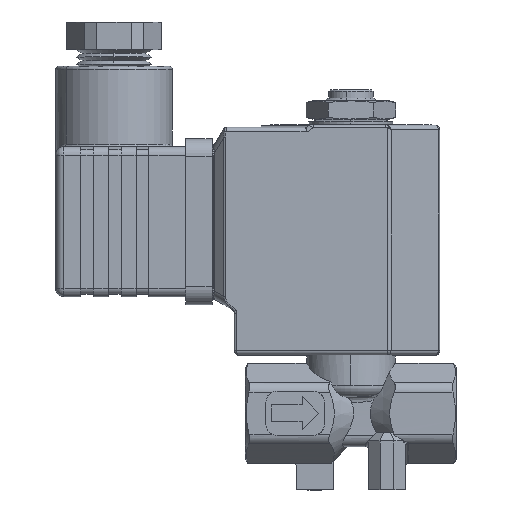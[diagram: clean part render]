
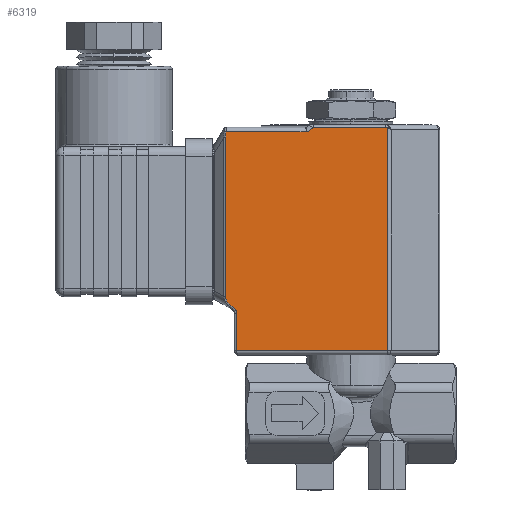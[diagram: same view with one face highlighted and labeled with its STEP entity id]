
A CAD part, top view. The second image highlights one B-rep face of the part: STEP entity #6319.
In plain terms, the highlighted planar face has unit normal (0, 0, 1).
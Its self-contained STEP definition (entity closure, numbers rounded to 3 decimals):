
#450=PLANE('',#13220);
#1390=FACE_OUTER_BOUND('',#2143,.F.);
#2143=EDGE_LOOP('',(#5235,#5236,#5237,#5238,#5239,#5240,#5241,#5242,#5243,
#5244,#5245));
#5235=ORIENTED_EDGE('',*,*,#10504,.F.);
#5236=ORIENTED_EDGE('',*,*,#10505,.F.);
#5237=ORIENTED_EDGE('',*,*,#10506,.F.);
#5238=ORIENTED_EDGE('',*,*,#10507,.F.);
#5239=ORIENTED_EDGE('',*,*,#10508,.F.);
#5240=ORIENTED_EDGE('',*,*,#10509,.F.);
#5241=ORIENTED_EDGE('',*,*,#10510,.F.);
#5242=ORIENTED_EDGE('',*,*,#10511,.F.);
#5243=ORIENTED_EDGE('',*,*,#10512,.F.);
#5244=ORIENTED_EDGE('',*,*,#10513,.F.);
#5245=ORIENTED_EDGE('',*,*,#10514,.F.);
#6319=ADVANCED_FACE('',(#1390),#450,.T.);
#7194=B_SPLINE_CURVE_WITH_KNOTS('',3,(#21182,#21183,#21184,#21185,#21186,
#21187,#21188),.UNSPECIFIED.,.F.,.F.,(4,1,1,1,4),(0.,0.292,0.5,
0.708,1.),.UNSPECIFIED.);
#7195=B_SPLINE_CURVE_WITH_KNOTS('',3,(#21189,#21190,#21191,#21192,#21193,
#21194,#21195,#21196,#21197,#21198,#21199),.UNSPECIFIED.,.F.,.F.,(4,1,1,
1,1,1,1,1,4),(0.,0.143,0.246,0.371,0.496,
0.622,0.747,0.853,1.),.UNSPECIFIED.);
#7196=B_SPLINE_CURVE_WITH_KNOTS('',3,(#21201,#21202,#21203,#21204,#21205,
#21206),.UNSPECIFIED.,.F.,.F.,(4,1,1,4),(0.,0.398,0.62,
1.),.UNSPECIFIED.);
#7197=B_SPLINE_CURVE_WITH_KNOTS('',3,(#21210,#21211,#21212,#21213,#21214,
#21215),.UNSPECIFIED.,.F.,.F.,(4,1,1,4),(0.,0.364,0.589,
1.),.UNSPECIFIED.);
#8029=LINE('',#21180,#8998);
#8030=LINE('',#21181,#8999);
#8031=LINE('',#21200,#9000);
#8032=LINE('',#21207,#9001);
#8033=LINE('',#21208,#9002);
#8034=LINE('',#21209,#9003);
#8035=LINE('',#21216,#9004);
#8998=VECTOR('',#15562,27.269);
#8999=VECTOR('',#15563,6.718);
#9000=VECTOR('',#15564,28.686);
#9001=VECTOR('',#15565,14.576);
#9002=VECTOR('',#15566,1.386);
#9003=VECTOR('',#15567,13.034);
#9004=VECTOR('',#15568,40.083);
#10504=EDGE_CURVE('',#11850,#11849,#8029,.T.);
#10505=EDGE_CURVE('',#11848,#11850,#8030,.T.);
#10506=EDGE_CURVE('',#11847,#11848,#7194,.T.);
#10507=EDGE_CURVE('',#11846,#11847,#7195,.T.);
#10508=EDGE_CURVE('',#11845,#11846,#8031,.T.);
#10509=EDGE_CURVE('',#11844,#11845,#7196,.T.);
#10510=EDGE_CURVE('',#11843,#11844,#8032,.T.);
#10511=EDGE_CURVE('',#11842,#11843,#8033,.T.);
#10512=EDGE_CURVE('',#11841,#11842,#8034,.T.);
#10513=EDGE_CURVE('',#11840,#11841,#7197,.T.);
#10514=EDGE_CURVE('',#11849,#11840,#8035,.T.);
#11840=VERTEX_POINT('',#20513);
#11841=VERTEX_POINT('',#20514);
#11842=VERTEX_POINT('',#20515);
#11843=VERTEX_POINT('',#20516);
#11844=VERTEX_POINT('',#20517);
#11845=VERTEX_POINT('',#20518);
#11846=VERTEX_POINT('',#20519);
#11847=VERTEX_POINT('',#20520);
#11848=VERTEX_POINT('',#20521);
#11849=VERTEX_POINT('',#20522);
#11850=VERTEX_POINT('',#20523);
#13220=AXIS2_PLACEMENT_3D('',#24189,#16386,#16387);
#15562=DIRECTION('',(1.,0.,0.));
#15563=DIRECTION('',(0.,-1.,0.));
#15564=DIRECTION('',(0.,-1.,0.));
#15565=DIRECTION('',(-1.,0.,0.));
#15566=DIRECTION('',(-0.816,-0.577,0.));
#15567=DIRECTION('',(-1.,0.,0.));
#15568=DIRECTION('',(0.,1.,0.));
#16386=DIRECTION('',(0.,0.,1.));
#16387=DIRECTION('',(-1.,0.,0.));
#20513=CARTESIAN_POINT('',(6.669,51.383,16.));
#20514=CARTESIAN_POINT('',(6.269,51.5,16.));
#20515=CARTESIAN_POINT('',(-6.766,51.5,16.));
#20516=CARTESIAN_POINT('',(-7.897,50.7,16.));
#20517=CARTESIAN_POINT('',(-22.473,50.7,16.));
#20518=CARTESIAN_POINT('',(-22.602,49.747,16.));
#20519=CARTESIAN_POINT('',(-22.602,21.061,16.));
#20520=CARTESIAN_POINT('',(-21.185,19.049,16.));
#20521=CARTESIAN_POINT('',(-20.6,18.018,16.));
#20522=CARTESIAN_POINT('',(6.669,11.3,16.));
#20523=CARTESIAN_POINT('',(-20.6,11.3,16.));
#21180=CARTESIAN_POINT('',(-20.6,11.3,16.));
#21181=CARTESIAN_POINT('',(-20.6,18.018,16.));
#21182=CARTESIAN_POINT('',(-21.185,19.049,16.));
#21183=CARTESIAN_POINT('',(-21.082,18.987,16.));
#21184=CARTESIAN_POINT('',(-20.921,18.854,16.));
#21185=CARTESIAN_POINT('',(-20.748,18.615,16.));
#21186=CARTESIAN_POINT('',(-20.632,18.344,16.));
#21187=CARTESIAN_POINT('',(-20.6,18.138,16.));
#21188=CARTESIAN_POINT('',(-20.6,18.018,16.));
#21189=CARTESIAN_POINT('',(-22.602,21.061,16.));
#21190=CARTESIAN_POINT('',(-22.602,20.938,16.));
#21191=CARTESIAN_POINT('',(-22.571,20.729,16.));
#21192=CARTESIAN_POINT('',(-22.47,20.427,16.));
#21193=CARTESIAN_POINT('',(-22.336,20.157,16.));
#21194=CARTESIAN_POINT('',(-22.156,19.891,16.));
#21195=CARTESIAN_POINT('',(-21.945,19.647,16.));
#21196=CARTESIAN_POINT('',(-21.724,19.437,16.));
#21197=CARTESIAN_POINT('',(-21.472,19.234,16.));
#21198=CARTESIAN_POINT('',(-21.293,19.113,16.));
#21199=CARTESIAN_POINT('',(-21.185,19.049,16.));
#21200=CARTESIAN_POINT('',(-22.602,49.747,16.));
#21201=CARTESIAN_POINT('',(-22.473,50.7,16.));
#21202=CARTESIAN_POINT('',(-22.504,50.576,16.));
#21203=CARTESIAN_POINT('',(-22.545,50.381,16.));
#21204=CARTESIAN_POINT('',(-22.59,50.062,16.));
#21205=CARTESIAN_POINT('',(-22.602,49.869,16.));
#21206=CARTESIAN_POINT('',(-22.602,49.747,16.));
#21207=CARTESIAN_POINT('',(-7.897,50.7,16.));
#21208=CARTESIAN_POINT('',(-6.766,51.5,16.));
#21209=CARTESIAN_POINT('',(6.269,51.5,16.));
#21210=CARTESIAN_POINT('',(6.669,51.383,16.));
#21211=CARTESIAN_POINT('',(6.627,51.412,16.));
#21212=CARTESIAN_POINT('',(6.552,51.45,16.));
#21213=CARTESIAN_POINT('',(6.416,51.49,16.));
#21214=CARTESIAN_POINT('',(6.327,51.5,16.));
#21215=CARTESIAN_POINT('',(6.269,51.5,16.));
#21216=CARTESIAN_POINT('',(6.669,11.3,16.));
#24189=CARTESIAN_POINT('',(8.679,53.51,16.));
